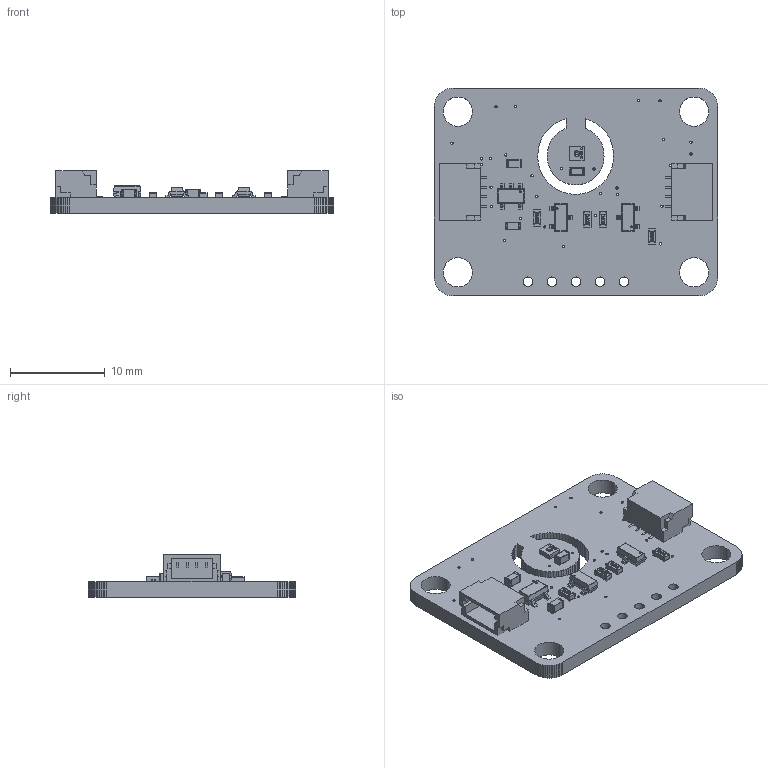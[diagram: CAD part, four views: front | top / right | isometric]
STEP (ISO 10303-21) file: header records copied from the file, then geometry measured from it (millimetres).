
FILE_DESCRIPTION(('PCB Model'),'2;1');
FILE_NAME('EVE SHT40_1.STEP', '2022-07-27T16:39:25',('pritesh'),('Unspecified'), 'Open CASCADE STEP processor 6.8','Proteus','Unknown');
FILE_SCHEMA(('AUTOMOTIVE_DESIGN { 1 0 10303 214 1 1 1 1 }'));
Length unit declared in the file: millimetre
Products named in the file (62): Open CASCADE STEP translator 6.8 1; Layer_1; U4; Open CASCADE STEP translator 6.8 1.2.1; Body_1; =>[0:1:1:3]; =>[0:1:1:4]; =>[0:1:1:5]; =>[0:1:1:6]; =>[0:1:1:7]; =>[0:1:1:8]; C2; Open CASCADE STEP translator 6.8 1.3.1; Part_3; Part_2; Part_1; U2; Open CASCADE STEP translator 6.8 1.4.1; =>[0:1:1:2]; SOLID; C3; Open CASCADE STEP translator 6.8 1.5.1; C1; Open CASCADE STEP translator 6.8 1.6.1; Q1; Open CASCADE STEP translator 6.8 1.7.1; Q2; Open CASCADE STEP translator 6.8 1.8.1; R2; Open CASCADE STEP translator 6.8 1.9.1; R3; Open CASCADE STEP translator 6.8 1.10.1; R4; Open CASCADE STEP translator 6.8 1.11.1; R5; Open CASCADE STEP translator 6.8 1.12.1; J2; Open CASCADE STEP translator 6.8 1.13.1; J3; Open CASCADE STEP translator 6.8 1.14.1
Assembly tree (72 placements, depth 6):
  Open CASCADE STEP translator 6.8 1
    Layer_1
    U4
      Open CASCADE STEP translator 6.8 1.2.1
        Body_1
          =>[0:1:1:3]
          =>[0:1:1:4]
          =>[0:1:1:5]
          =>[0:1:1:6]
          =>[0:1:1:7]
          =>[0:1:1:8]
    C2
      Open CASCADE STEP translator 6.8 1.3.1
        Body_1
          Part_3
          Part_2
          Part_1
    U2
      Open CASCADE STEP translator 6.8 1.4.1
        Body_1
          =>[0:1:1:2]
          =>[0:1:1:3]
            SOLID
            SOLID
            SOLID
          =>[0:1:1:4]
            SOLID
            SOLID
    C3
      Open CASCADE STEP translator 6.8 1.5.1
        Body_1
          Part_3
          Part_2
          Part_1
    C1
      Open CASCADE STEP translator 6.8 1.6.1
        Body_1
          Part_3
          Part_2
          Part_1
    Q1
      Open CASCADE STEP translator 6.8 1.7.1
        Body_1
          =>[0:1:1:2]
          =>[0:1:1:3]
            SOLID
            SOLID
          =>[0:1:1:4]
    Q2
      Open CASCADE STEP translator 6.8 1.8.1
        Body_1
          =>[0:1:1:2]
          =>[0:1:1:3]
            SOLID
            SOLID
          =>[0:1:1:4]
    R2
      Open CASCADE STEP translator 6.8 1.9.1
        Body_1
          =>[0:1:1:3]
Bounding box: 30 x 22 x 4.5 mm (x, y, z)
Volume: 1094.5 mm3; surface area: 2037.1 mm2
Topology: 48 solids, 48 shells, 1322 faces, 3418 edges, 2220 vertices
Faces by surface type: plane 900, cylinder 214, bspline 180, sphere 24, torus 4
Entity records: 32786 total; most frequent: CARTESIAN_POINT 8242, ORIENTED_EDGE 4196, DIRECTION 3867, EDGE_CURVE 2098, LINE 1641, VECTOR 1641, VERTEX_POINT 1378, AXIS2_PLACEMENT_3D 1113
